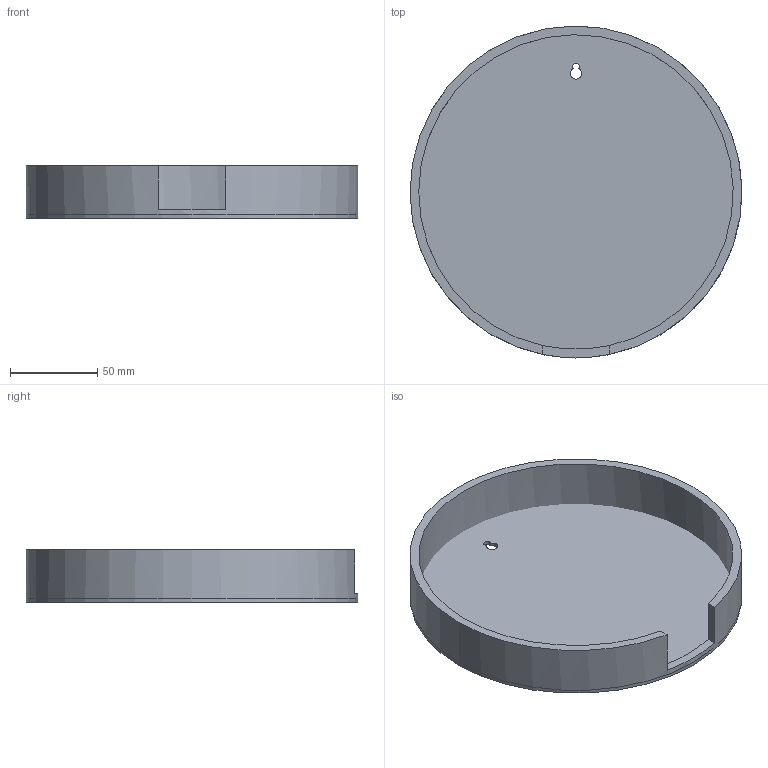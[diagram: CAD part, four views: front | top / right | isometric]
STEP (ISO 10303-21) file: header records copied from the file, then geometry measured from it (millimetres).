
FILE_DESCRIPTION(/* description */ ('','CAx-IF Rec.Pracs.---Representation and Presentation of Product Manufacturing Information (PMI)---4.0---2014-10-13'),/* implementation_level */ '2;1');
FILE_NAME(/* name */ 'barigo-back-cover v4.step',/* time_stamp */ '2025-01-09T15:04:02+01:00',/* author */ (''),/* organization */ (''),/* preprocessor_version */ 'ST-DEVELOPER v20',/* originating_system */ 'Autodesk Translation Framework v13.20.0.188',/* authorisation */ '');
FILE_SCHEMA (('AP242_MANAGED_MODEL_BASED_3D_ENGINEERING_MIM_LF { 1 0 10303 442 1 1 4 }'));
Products named in the file (1): barigo-back-cover
Bounding box: 190 x 190 x 30 mm (x, y, z)
Volume: 138815.1 mm3; surface area: 97331.2 mm2
Topology: 2 solids, 2 shells, 1446 faces, 4032 edges, 2688 vertices
Faces by surface type: bspline 912, plane 529, cylinder 5
Full cylindrical faces by diameter (mm): 180 x1, 190 x2
Entity records: 54550 total; most frequent: CARTESIAN_POINT 23671, ORIENTED_EDGE 8064, EDGE_CURVE 4032, DIRECTION 3292, VERTEX_POINT 2688, LINE 2194, VECTOR 2194, B_SPLINE_CURVE_WITH_KNOTS 1824
